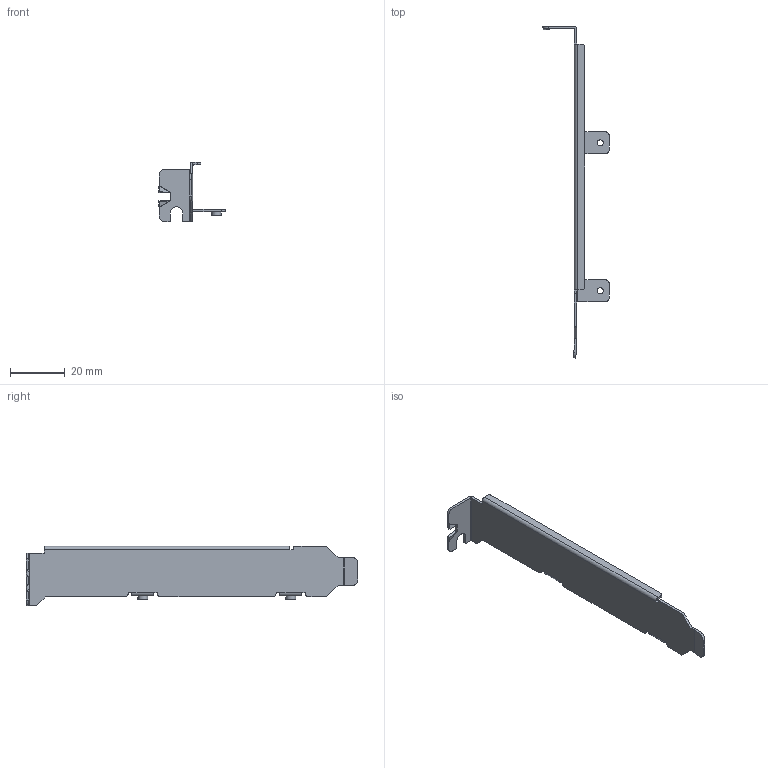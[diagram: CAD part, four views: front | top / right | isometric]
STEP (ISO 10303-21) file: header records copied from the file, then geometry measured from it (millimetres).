
FILE_DESCRIPTION(('FreeCAD Model'),'2;1');
FILE_NAME('9B900000A.step', '2019-05-15T13:28:08',('kicad StepUp'),('ksu MCAD'), 'Open CASCADE STEP processor 7.2','FreeCAD','Unknown');
FILE_SCHEMA(('AUTOMOTIVE_DESIGN { 1 0 10303 214 1 1 1 1 }'));
Length unit declared in the file: millimetre
Products named in the file (1): 9B900000A
Bounding box: 24.12 x 120.93 x 21.59 mm (x, y, z)
Volume: 2495.1 mm3; surface area: 5821.8 mm2
Topology: 1 solids, 1 shells, 96 faces, 268 edges, 176 vertices
Faces by surface type: plane 59, cylinder 33, bspline 4
Full cylindrical faces by diameter (mm): 2.156 x2, 3.556 x2
Entity records: 3441 total; most frequent: CARTESIAN_POINT 921, ORIENTED_EDGE 536, DIRECTION 502, EDGE_CURVE 268, LINE 196, VECTOR 196, VERTEX_POINT 176, AXIS2_PLACEMENT_3D 153
